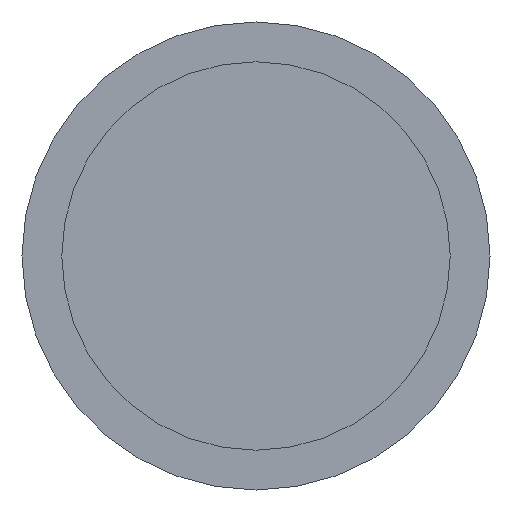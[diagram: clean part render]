
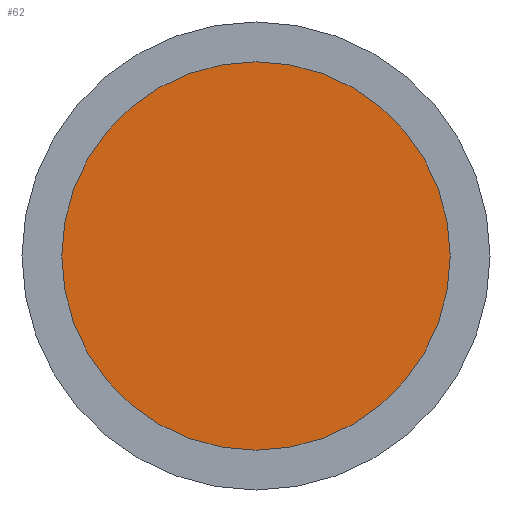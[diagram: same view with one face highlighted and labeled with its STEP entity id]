
A CAD part, front view. The second image highlights one B-rep face of the part: STEP entity #62.
In plain terms, the highlighted planar face has unit normal (0, -1, 0).
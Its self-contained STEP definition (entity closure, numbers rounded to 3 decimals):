
#62 = ADVANCED_FACE( '', ( #136 ), #137, .F. );
#136 = FACE_OUTER_BOUND( '', #257, .T. );
#137 = PLANE( '', #258 );
#257 = EDGE_LOOP( '', ( #367 ) );
#258 = AXIS2_PLACEMENT_3D( '', #368, #369, #370 );
#367 = ORIENTED_EDGE( '', *, *, #490, .T. );
#368 = CARTESIAN_POINT( '', ( 20.75, -3., 0. ) );
#369 = DIRECTION( '', ( 0., 1., 0. ) );
#370 = DIRECTION( '', ( 0., 0., 1. ) );
#490 = EDGE_CURVE( '', #564, #564, #565, .T. );
#564 = VERTEX_POINT( '', #660 );
#565 = CIRCLE( '', #661, 20.75 );
#660 = CARTESIAN_POINT( '', ( 0., -3., -20.75 ) );
#661 = AXIS2_PLACEMENT_3D( '', #729, #730, #731 );
#729 = CARTESIAN_POINT( '', ( 0., -3., 0. ) );
#730 = DIRECTION( '', ( 0., -1., 0. ) );
#731 = DIRECTION( '', ( 0., 0., -1. ) );
